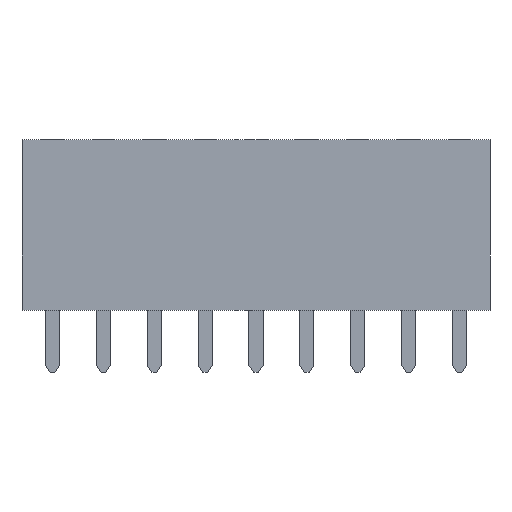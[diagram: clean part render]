
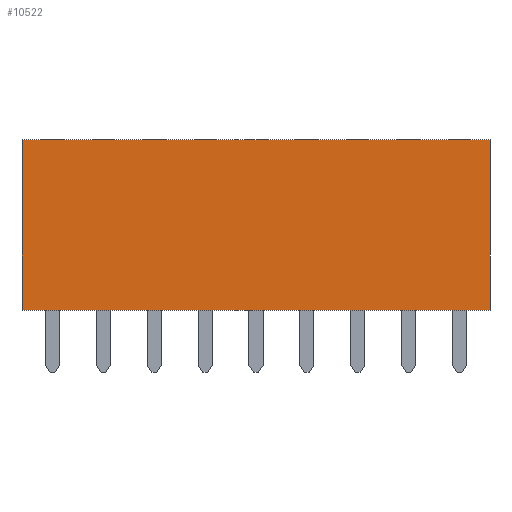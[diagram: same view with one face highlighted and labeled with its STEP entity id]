
A CAD part, front view. The second image highlights one B-rep face of the part: STEP entity #10522.
In plain terms, the highlighted planar face has unit normal (0, -1, 0).
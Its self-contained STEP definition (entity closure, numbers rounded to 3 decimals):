
#7774 = VERTEX_POINT('',#7775);
#7775 = CARTESIAN_POINT('',(-11.68,-1.25,4.25));
#7781 = EDGE_CURVE('',#7782,#7774,#7784,.T.);
#7782 = VERTEX_POINT('',#7783);
#7783 = CARTESIAN_POINT('',(11.68,-1.25,4.25));
#7784 = LINE('',#7785,#7786);
#7785 = CARTESIAN_POINT('',(11.68,-1.25,4.25));
#7786 = VECTOR('',#7787,1.);
#7787 = DIRECTION('',(-1.,0.,0.));
#10260 = VERTEX_POINT('',#10261);
#10261 = CARTESIAN_POINT('',(-11.68,-1.25,-4.25));
#10267 = EDGE_CURVE('',#7774,#10260,#10268,.T.);
#10268 = LINE('',#10269,#10270);
#10269 = CARTESIAN_POINT('',(-11.68,-1.25,4.25));
#10270 = VECTOR('',#10271,1.);
#10271 = DIRECTION('',(0.,0.,-1.));
#10522 = ADVANCED_FACE('',(#10523),#10541,.T.);
#10523 = FACE_BOUND('',#10524,.T.);
#10524 = EDGE_LOOP('',(#10525,#10526,#10527,#10535));
#10525 = ORIENTED_EDGE('',*,*,#7781,.T.);
#10526 = ORIENTED_EDGE('',*,*,#10267,.T.);
#10527 = ORIENTED_EDGE('',*,*,#10528,.T.);
#10528 = EDGE_CURVE('',#10260,#10529,#10531,.T.);
#10529 = VERTEX_POINT('',#10530);
#10530 = CARTESIAN_POINT('',(11.68,-1.25,-4.25));
#10531 = LINE('',#10532,#10533);
#10532 = CARTESIAN_POINT('',(-11.68,-1.25,-4.25));
#10533 = VECTOR('',#10534,1.);
#10534 = DIRECTION('',(1.,0.,0.));
#10535 = ORIENTED_EDGE('',*,*,#10536,.T.);
#10536 = EDGE_CURVE('',#10529,#7782,#10537,.T.);
#10537 = LINE('',#10538,#10539);
#10538 = CARTESIAN_POINT('',(11.68,-1.25,-4.25));
#10539 = VECTOR('',#10540,1.);
#10540 = DIRECTION('',(0.,0.,1.));
#10541 = PLANE('',#10542);
#10542 = AXIS2_PLACEMENT_3D('',#10543,#10544,#10545);
#10543 = CARTESIAN_POINT('',(0.,-1.25,0.));
#10544 = DIRECTION('',(0.,-1.,0.));
#10545 = DIRECTION('',(0.,0.,-1.));
